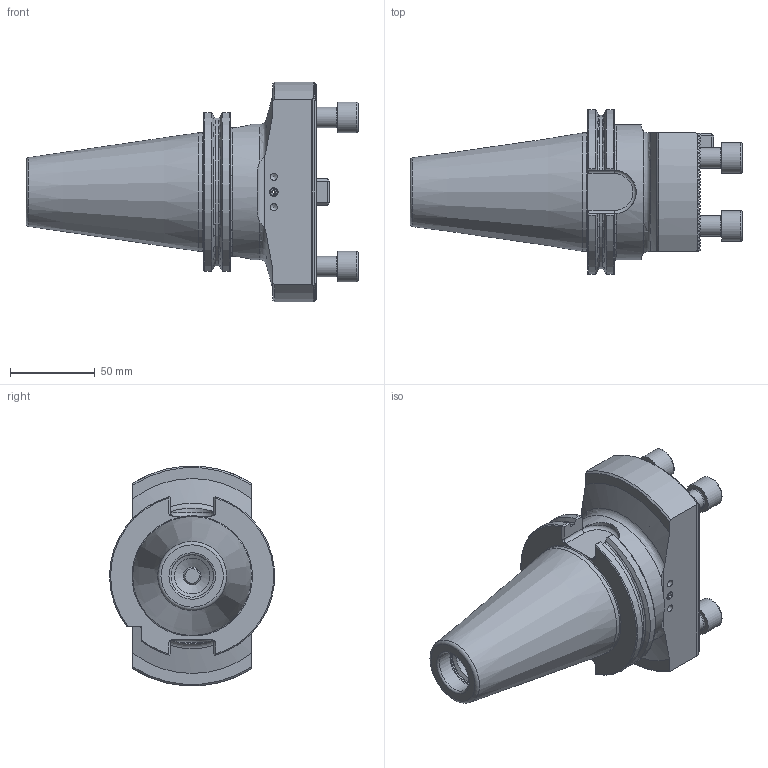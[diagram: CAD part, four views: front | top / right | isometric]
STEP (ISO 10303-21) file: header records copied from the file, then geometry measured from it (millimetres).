
FILE_DESCRIPTION (( 'STEP AP214' ), '1' );
FILE_NAME ('SK5.Ko1.K01.069.STEP', '2020-08-13T14:57:07', ( '' ), ( '' ), 'SwSTEP 2.0', 'SolidWorks 2017', '' );
FILE_SCHEMA (( 'AUTOMOTIVE_DESIGN' ));
Length unit declared in the file: millimetre
Products named in the file (7): Ko1-ER1.001.016_A; DIN 908 - M12x1.5; ISO 4762 - M12 x 25; ISO 4026 - M5 x 8_ISO 4026 - M5 x 8; SK5-Ko1.K01.069_A; ISO 4762 - M6 x 16; SK5.Ko1.K01.069
Assembly tree (10 placements, depth 2):
  SK5.Ko1.K01.069
    SK5-Ko1.K01.069_A
    Ko1-ER1.001.016_A
    ISO 4762 - M6 x 16
    ISO 4762 - M12 x 25  x4
    DIN 908 - M12x1.5
    ISO 4026 - M5 x 8_ISO 4026 - M5 x 8  x2
Bounding box: 195.9 x 97.28 x 129.58 mm (x, y, z)
Volume: 679040.1 mm3; surface area: 91499.4 mm2
Topology: 10 solids, 10 shells, 774 faces, 2138 edges, 1388 vertices
Faces by surface type: plane 503, cylinder 170, cone 66, torus 35
Full cylindrical faces by diameter (mm): 1.5 x2, 4.2 x6, 5 x3, 6 x1, 6.5 x1, 7.245 x1, 10 x1, 10.2 x8, 10.5 x2, 12 x5, 17 x1, 18 x4, 19 x1, 21 x1, 25 x1, 25.45 x1, 69.85 x1, 80 x1
Entity records: 24664 total; most frequent: CARTESIAN_POINT 7708, ORIENTED_EDGE 3728, DIRECTION 2940, EDGE_CURVE 1864, VERTEX_POINT 1258, AXIS2_PLACEMENT_3D 1098, EDGE_LOOP 788, LINE 744
